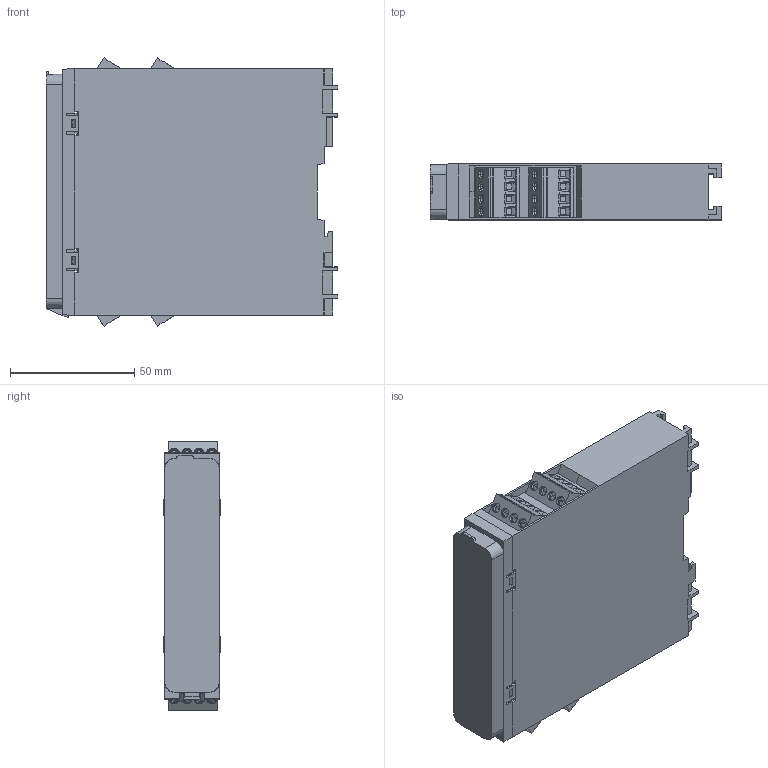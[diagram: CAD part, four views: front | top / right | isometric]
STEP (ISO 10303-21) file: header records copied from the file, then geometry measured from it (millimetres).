
FILE_DESCRIPTION (( 'STEP AP214' ), '1' );
FILE_NAME ('HR6S-[AF1P][AK1P][S1P].STEP', '2020-11-13T05:14:23', ( 'IDEC' ), ( 'IDEC' ), 'SwSTEP 2.0', 'SolidWorks 2019', '' );
FILE_SCHEMA (( 'AUTOMOTIVE_DESIGN' ));
Length unit declared in the file: millimetre
Products named in the file (1): HR6S-[AF1P][AK1P][S1P]
Bounding box: 117.2 x 22.62 x 108.03 mm (x, y, z)
Volume: 243845.8 mm3; surface area: 40717.3 mm2
Topology: 1 solids, 1 shells, 784 faces, 2096 edges, 1360 vertices
Faces by surface type: plane 548, cylinder 164, bspline 64, cone 8
Entity records: 26447 total; most frequent: CARTESIAN_POINT 7111, ORIENTED_EDGE 4192, DIRECTION 3766, EDGE_CURVE 2096, LINE 1434, VECTOR 1434, VERTEX_POINT 1360, AXIS2_PLACEMENT_3D 1166
